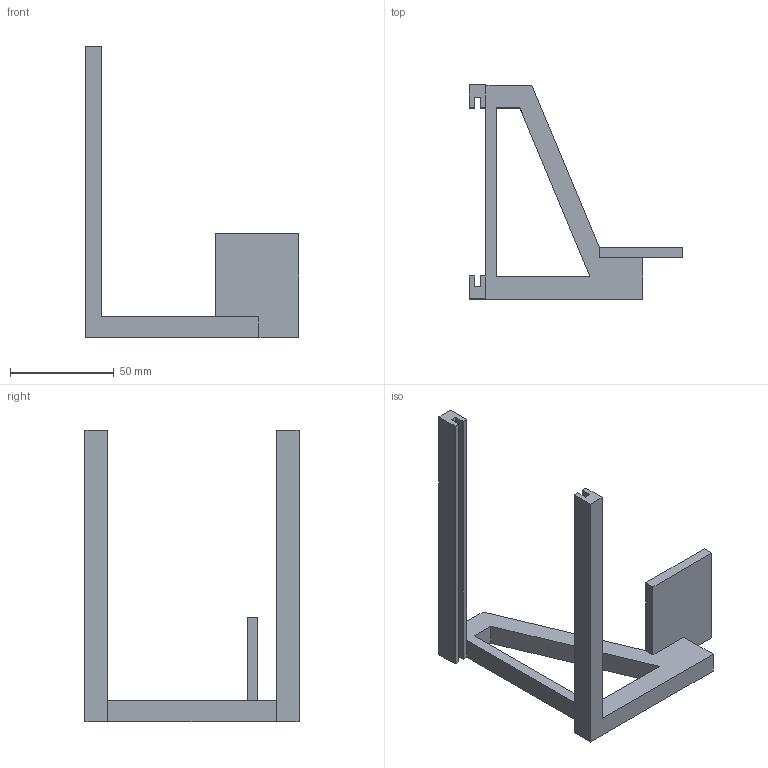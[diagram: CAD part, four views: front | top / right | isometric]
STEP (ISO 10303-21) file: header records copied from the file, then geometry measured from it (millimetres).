
FILE_DESCRIPTION(/* description */ (''),/* implementation_level */ '2;1');
FILE_NAME(/* name */ 'KobraNeoCameraPlatform.step',/* time_stamp */ '2024-10-29T20:06:56+01:00',/* author */ (''),/* organization */ (''),/* preprocessor_version */ 'ST-DEVELOPER v20',/* originating_system */ 'Autodesk Translation Framework v13.20.0.188',/* authorisation */ '');
FILE_SCHEMA (('AUTOMOTIVE_DESIGN { 1 0 10303 214 3 1 1 }'));
Length unit declared in the file: millimetre
Products named in the file (1): CameraPlatform
Bounding box: 102.58 x 103 x 140 mm (x, y, z)
Volume: 55325.4 mm3; surface area: 28211 mm2
Topology: 1 solids, 1 shells, 32 faces, 87 edges, 57 vertices
Faces by surface type: plane 32
Entity records: 1024 total; most frequent: CARTESIAN_POINT 177, ORIENTED_EDGE 174, DIRECTION 153, LINE 87, VECTOR 87, EDGE_CURVE 87, VERTEX_POINT 57, EDGE_LOOP 34
